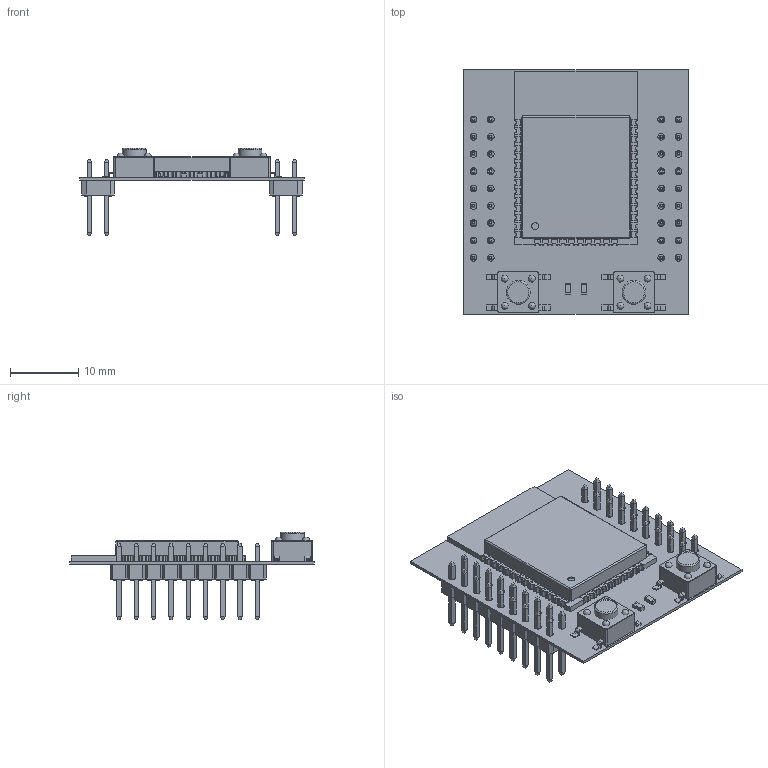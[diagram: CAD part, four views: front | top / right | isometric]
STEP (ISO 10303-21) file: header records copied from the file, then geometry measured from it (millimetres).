
FILE_DESCRIPTION(('Open CASCADE Model'),'2;1');
FILE_NAME('Open CASCADE Shape Model','2022-04-20T15:50:24',('Author'),( 'Open CASCADE'),'Open CASCADE STEP processor 6.8','Open CASCADE 6.8' ,'Unknown');
FILE_SCHEMA(('AUTOMOTIVE_DESIGN { 1 0 10303 214 1 1 1 1 }'));
Length unit declared in the file: millimetre
Products named in the file (23): PCB; Board; Open CASCADE STEP translator 6.8 2.1.1; SW2; SMD_TAC_SWITCH_6x6mm_4,3mm; Fusion002; Fusion; SW1; R2; 5999562336; Extruded; 5999562176; R1; JP2; Header_9x2_vert_0.1_inch_pitch_thru; JP1; M1; ESP-WROOM-32; Cut039; Fusion007; Cut; Cube001
Assembly tree (28 placements, depth 4):
  PCB
    Board
      Open CASCADE STEP translator 6.8 2.1.1
    SW2
      SMD_TAC_SWITCH_6x6mm_4,3mm
        Fusion002
        Fusion
    SW1
      SMD_TAC_SWITCH_6x6mm_4,3mm
        Fusion002
        Fusion
    R2
      5999562336
        Extruded
      5999562176  x2
        Extruded
    R1
      5999562336
        Extruded
      5999562176  x2
        Extruded
    JP2
      Header_9x2_vert_0.1_inch_pitch_thru
    JP1
      Header_9x2_vert_0.1_inch_pitch_thru
    M1
      ESP-WROOM-32
        Cut039
        Fusion007
        Cut
        Cube001
Bounding box: 33 x 36 x 12.85 mm (x, y, z)
Volume: 1785.2 mm3; surface area: 6782.4 mm2
Topology: 78 solids, 78 shells, 1807 faces, 4061 edges, 2556 vertices
Faces by surface type: plane 1170, cylinder 339, bspline 288, sphere 8, torus 2
Full cylindrical faces by diameter (mm): 1 x37, 3.5 x2
Entity records: 35981 total; most frequent: CARTESIAN_POINT 6032, ORIENTED_EDGE 5240, DIRECTION 5028, EDGE_CURVE 2616, LINE 1978, VECTOR 1978, VERTEX_POINT 1665, AXIS2_PLACEMENT_3D 1525
